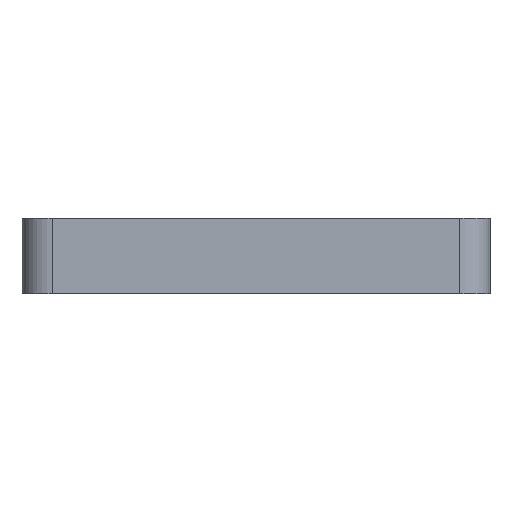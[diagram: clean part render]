
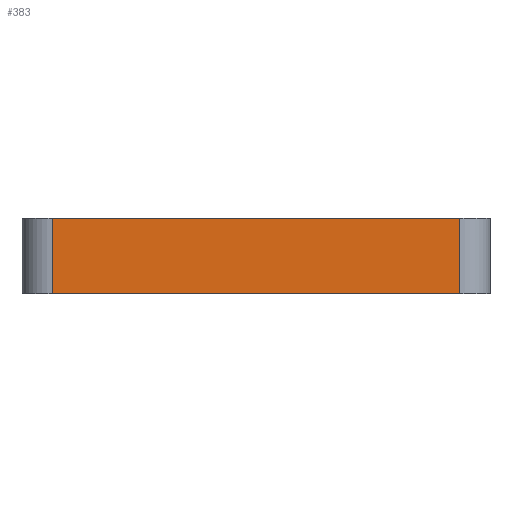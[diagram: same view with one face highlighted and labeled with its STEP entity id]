
A CAD part, left-side view. The second image highlights one B-rep face of the part: STEP entity #383.
In plain terms, the highlighted planar face has unit normal (-1, 0, 0).
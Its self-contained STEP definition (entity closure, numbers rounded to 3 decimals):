
#10 = CARTESIAN_POINT ( 'NONE',  ( -15.5, 13.5, 0. ) ) ;
#31 = CARTESIAN_POINT ( 'NONE',  ( -15.5, 13.5, 5. ) ) ;
#61 = LINE ( 'NONE', #402, #207 ) ;
#97 = PLANE ( 'NONE',  #498 ) ;
#102 = DIRECTION ( 'NONE',  ( 0., -1., 0. ) ) ;
#121 = VERTEX_POINT ( 'NONE', #611 ) ;
#143 = CARTESIAN_POINT ( 'NONE',  ( -15.5, 13.5, 5. ) ) ;
#166 = EDGE_CURVE ( 'NONE', #679, #121, #322, .T. ) ;
#198 = ORIENTED_EDGE ( 'NONE', *, *, #266, .F. ) ;
#207 = VECTOR ( 'NONE', #504, 1000. ) ;
#240 = ORIENTED_EDGE ( 'NONE', *, *, #166, .T. ) ;
#266 = EDGE_CURVE ( 'NONE', #404, #314, #529, .T. ) ;
#306 = DIRECTION ( 'NONE',  ( 0., 0., -1. ) ) ;
#309 = LINE ( 'NONE', #31, #582 ) ;
#314 = VERTEX_POINT ( 'NONE', #355 ) ;
#316 = CARTESIAN_POINT ( 'NONE',  ( -15.5, -15.5, 5. ) ) ;
#319 = DIRECTION ( 'NONE',  ( 1., 0., 0. ) ) ;
#322 = LINE ( 'NONE', #600, #658 ) ;
#324 = VECTOR ( 'NONE', #461, 1000. ) ;
#355 = CARTESIAN_POINT ( 'NONE',  ( -15.5, -13.5, 5. ) ) ;
#383 = ADVANCED_FACE ( 'NONE', ( #534 ), #97, .F. ) ;
#389 = EDGE_CURVE ( 'NONE', #404, #679, #309, .T. ) ;
#400 = ORIENTED_EDGE ( 'NONE', *, *, #389, .T. ) ;
#402 = CARTESIAN_POINT ( 'NONE',  ( -15.5, -13.5, 5. ) ) ;
#404 = VERTEX_POINT ( 'NONE', #143 ) ;
#461 = DIRECTION ( 'NONE',  ( 0., -1., 0. ) ) ;
#498 = AXIS2_PLACEMENT_3D ( 'NONE', #316, #319, #306 ) ;
#504 = DIRECTION ( 'NONE',  ( 0., 0., 1. ) ) ;
#529 = LINE ( 'NONE', #564, #324 ) ;
#534 = FACE_OUTER_BOUND ( 'NONE', #643, .T. ) ;
#564 = CARTESIAN_POINT ( 'NONE',  ( -15.5, -15.5, 5. ) ) ;
#582 = VECTOR ( 'NONE', #649, 1000. ) ;
#600 = CARTESIAN_POINT ( 'NONE',  ( -15.5, -15.5, 0. ) ) ;
#611 = CARTESIAN_POINT ( 'NONE',  ( -15.5, -13.5, 0. ) ) ;
#629 = EDGE_CURVE ( 'NONE', #121, #314, #61, .T. ) ;
#643 = EDGE_LOOP ( 'NONE', ( #240, #693, #198, #400 ) ) ;
#649 = DIRECTION ( 'NONE',  ( 0., 0., -1. ) ) ;
#658 = VECTOR ( 'NONE', #102, 1000. ) ;
#679 = VERTEX_POINT ( 'NONE', #10 ) ;
#693 = ORIENTED_EDGE ( 'NONE', *, *, #629, .T. ) ;
